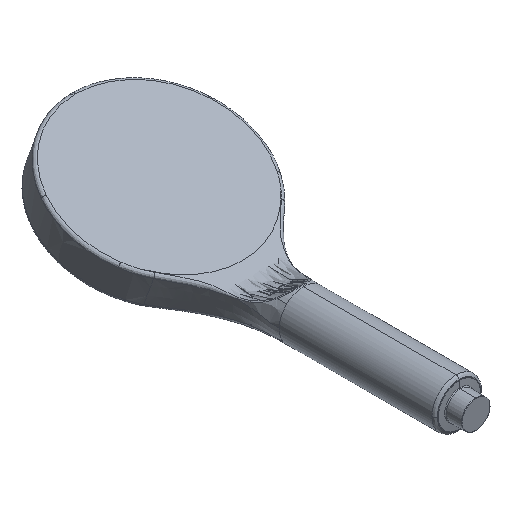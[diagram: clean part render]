
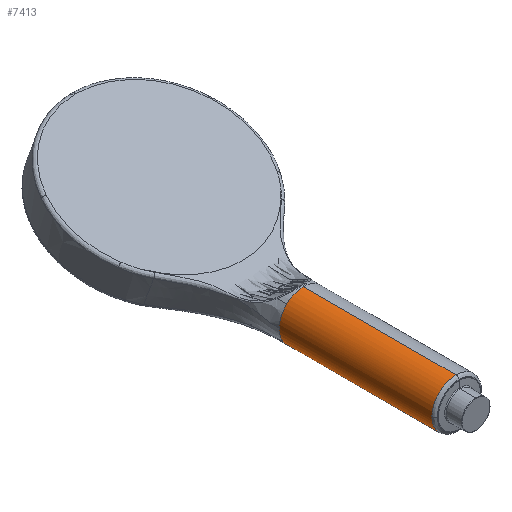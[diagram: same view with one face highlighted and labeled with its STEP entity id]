
A CAD part, isometric view. The second image highlights one B-rep face of the part: STEP entity #7413.
In plain terms, the highlighted cylindrical face has radius 15.5 mm (diameter 31 mm), a partial arc.
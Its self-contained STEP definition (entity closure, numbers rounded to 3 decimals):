
#153 = CARTESIAN_POINT ( 'NONE',  ( -12.395, 2.1, 9.525 ) ) ;
#194 = B_SPLINE_CURVE_WITH_KNOTS ( 'NONE', 3,
 ( #2694, #966, #2628, #1814, #153, #7739, #7911, #2833, #6944, #4390 ),
 .UNSPECIFIED., .F., .F.,
 ( 4, 2, 2, 2, 4 ),
 ( 0., 0.125, 0.25, 0.375, 0.5 ),
 .UNSPECIFIED. ) ;
#309 = CARTESIAN_POINT ( 'NONE',  ( -13.544, 2.1, -7.806 ) ) ;
#424 = CARTESIAN_POINT ( 'NONE',  ( -15.5, 100.1, 1.399 ) ) ;
#915 = CARTESIAN_POINT ( 'NONE',  ( 0., 100.1, 15.5 ) ) ;
#966 = CARTESIAN_POINT ( 'NONE',  ( -15.5, 2.1, 2.029 ) ) ;
#996 = VERTEX_POINT ( 'NONE', #2114 ) ;
#1047 = ORIENTED_EDGE ( 'NONE', *, *, #5966, .F. ) ;
#1248 = CARTESIAN_POINT ( 'NONE',  ( -14.386, 100.1, -6.041 ) ) ;
#1329 = CARTESIAN_POINT ( 'NONE',  ( 0., 2.1, 15.5 ) ) ;
#1352 = VERTEX_POINT ( 'NONE', #3760 ) ;
#1396 = CARTESIAN_POINT ( 'NONE',  ( -10.771, 100.1, -11.265 ) ) ;
#1539 = ORIENTED_EDGE ( 'NONE', *, *, #4980, .F. ) ;
#1576 = ORIENTED_EDGE ( 'NONE', *, *, #3283, .T. ) ;
#1737 = CYLINDRICAL_SURFACE ( 'NONE', #10037, 15.5 ) ;
#1814 = CARTESIAN_POINT ( 'NONE',  ( -13.544, 2.1, 7.806 ) ) ;
#2113 = CARTESIAN_POINT ( 'NONE',  ( -10.629, 100.1, 11.281 ) ) ;
#2114 = CARTESIAN_POINT ( 'NONE',  ( -15.5, 2.1, 0. ) ) ;
#2371 = ORIENTED_EDGE ( 'NONE', *, *, #5393, .T. ) ;
#2628 = CARTESIAN_POINT ( 'NONE',  ( -15.097, 2.1, 4.057 ) ) ;
#2652 = CARTESIAN_POINT ( 'NONE',  ( 0., 100.1, 0. ) ) ;
#2694 = CARTESIAN_POINT ( 'NONE',  ( -15.5, 2.1, 0. ) ) ;
#2833 = CARTESIAN_POINT ( 'NONE',  ( -4.057, 2.1, 15.097 ) ) ;
#2842 = CARTESIAN_POINT ( 'NONE',  ( -15.5, 2.1, -2.029 ) ) ;
#2896 = CARTESIAN_POINT ( 'NONE',  ( -12.824, 100.1, -8.706 ) ) ;
#2924 = CARTESIAN_POINT ( 'NONE',  ( -11.648, 100.1, 10.321 ) ) ;
#2938 = CARTESIAN_POINT ( 'NONE',  ( -11.906, 100.1, -10.059 ) ) ;
#3143 = CARTESIAN_POINT ( 'NONE',  ( -1.764, 100.1, -15.5 ) ) ;
#3253 = ORIENTED_EDGE ( 'NONE', *, *, #4267, .F. ) ;
#3283 = EDGE_CURVE ( 'NONE', #9825, #6471, #10303, .T. ) ;
#3498 = DIRECTION ( 'NONE',  ( -0.686, 0., 0.728 ) ) ;
#3640 = CARTESIAN_POINT ( 'NONE',  ( -15.5, 100.1, 0. ) ) ;
#3760 = CARTESIAN_POINT ( 'NONE',  ( -10.629, 100.1, 11.281 ) ) ;
#3776 = DIRECTION ( 'NONE',  ( 0., 0., -1. ) ) ;
#3829 = CARTESIAN_POINT ( 'NONE',  ( -8.183, 100.1, -13.265 ) ) ;
#3923 = CARTESIAN_POINT ( 'NONE',  ( 0., 100.1, -15.5 ) ) ;
#3994 = EDGE_CURVE ( 'NONE', #996, #9825, #194, .T. ) ;
#4115 = CARTESIAN_POINT ( 'NONE',  ( 0., -62.589, 15.5 ) ) ;
#4221 = VECTOR ( 'NONE', #5889, 1000. ) ;
#4267 = EDGE_CURVE ( 'NONE', #7319, #8226, #9751, .T. ) ;
#4297 = ORIENTED_EDGE ( 'NONE', *, *, #3994, .T. ) ;
#4390 = CARTESIAN_POINT ( 'NONE',  ( 0., 2.1, 15.5 ) ) ;
#4498 = VERTEX_POINT ( 'NONE', #5464 ) ;
#4527 = CARTESIAN_POINT ( 'NONE',  ( -15.295, 100.1, -3.082 ) ) ;
#4549 = CARTESIAN_POINT ( 'NONE',  ( -2.029, 2.1, -15.5 ) ) ;
#4980 = EDGE_CURVE ( 'NONE', #8226, #1352, #5825, .T. ) ;
#5177 = CARTESIAN_POINT ( 'NONE',  ( 0., 100.1, -15.5 ) ) ;
#5194 = DIRECTION ( 'NONE',  ( 0., 1., 0. ) ) ;
#5367 = CARTESIAN_POINT ( 'NONE',  ( -9.525, 2.1, -12.395 ) ) ;
#5393 = EDGE_CURVE ( 'NONE', #4498, #996, #6769, .T. ) ;
#5444 = CARTESIAN_POINT ( 'NONE',  ( -15.116, 100.1, 4.213 ) ) ;
#5464 = CARTESIAN_POINT ( 'NONE',  ( 0., 2.1, -15.5 ) ) ;
#5825 = B_SPLINE_CURVE_WITH_KNOTS ( 'NONE', 3,
 ( #6364, #424, #5444, #7184, #2924, #2113 ),
 .UNSPECIFIED., .F., .F.,
 ( 4, 1, 1, 4 ),
 ( 0., 0.333, 0.667, 1. ),
 .UNSPECIFIED. ) ;
#5889 = DIRECTION ( 'NONE',  ( 0., 1., 0. ) ) ;
#5966 = EDGE_CURVE ( 'NONE', #4498, #10782, #7409, .T. ) ;
#6010 = ORIENTED_EDGE ( 'NONE', *, *, #10346, .T. ) ;
#6210 = CARTESIAN_POINT ( 'NONE',  ( -15.097, 2.1, -4.057 ) ) ;
#6364 = CARTESIAN_POINT ( 'NONE',  ( -15.5, 100.1, 0. ) ) ;
#6471 = VERTEX_POINT ( 'NONE', #915 ) ;
#6502 = B_SPLINE_CURVE_WITH_KNOTS ( 'NONE', 3,
 ( #2896, #2938, #1396, #3829, #8051, #8855 ),
 .UNSPECIFIED., .F., .F.,
 ( 4, 2, 4 ),
 ( 0., 0.5, 1. ),
 .UNSPECIFIED. ) ;
#6512 = FACE_OUTER_BOUND ( 'NONE', #10076, .T. ) ;
#6560 = DIRECTION ( 'NONE',  ( 0., 1., 0. ) ) ;
#6632 = CARTESIAN_POINT ( 'NONE',  ( -15.5, 2.1, 0. ) ) ;
#6769 = B_SPLINE_CURVE_WITH_KNOTS ( 'NONE', 3,
 ( #9504, #4549, #10354, #7922, #5367, #8770, #309, #6210, #2842, #6632 ),
 .UNSPECIFIED., .F., .F.,
 ( 4, 2, 2, 2, 4 ),
 ( 0.5, 0.625, 0.75, 0.875, 1. ),
 .UNSPECIFIED. ) ;
#6778 = AXIS2_PLACEMENT_3D ( 'NONE', #2652, #5194, #3498 ) ;
#6880 = CARTESIAN_POINT ( 'NONE',  ( -12.824, 100.1, -8.706 ) ) ;
#6944 = CARTESIAN_POINT ( 'NONE',  ( -2.029, 2.1, 15.5 ) ) ;
#7106 = DIRECTION ( 'NONE',  ( 0., 1., 0. ) ) ;
#7184 = CARTESIAN_POINT ( 'NONE',  ( -13.434, 100.1, 8.11 ) ) ;
#7319 = VERTEX_POINT ( 'NONE', #6880 ) ;
#7409 = LINE ( 'NONE', #10169, #4221 ) ;
#7413 = ADVANCED_FACE ( 'NONE', ( #6512 ), #1737, .T. ) ;
#7444 = CIRCLE ( 'NONE', #6778, 15.5 ) ;
#7555 = EDGE_CURVE ( 'NONE', #1352, #6471, #7444, .T. ) ;
#7739 = CARTESIAN_POINT ( 'NONE',  ( -9.525, 2.1, 12.395 ) ) ;
#7798 = VECTOR ( 'NONE', #6560, 1000. ) ;
#7911 = CARTESIAN_POINT ( 'NONE',  ( -7.806, 2.1, 13.544 ) ) ;
#7922 = CARTESIAN_POINT ( 'NONE',  ( -7.806, 2.1, -13.544 ) ) ;
#7971 = CARTESIAN_POINT ( 'NONE',  ( -5.189, 100.1, -14.606 ) ) ;
#8051 = CARTESIAN_POINT ( 'NONE',  ( -6.73, 100.1, -14.058 ) ) ;
#8218 = CARTESIAN_POINT ( 'NONE',  ( -5.189, 100.1, -14.606 ) ) ;
#8226 = VERTEX_POINT ( 'NONE', #10006 ) ;
#8652 = VERTEX_POINT ( 'NONE', #7971 ) ;
#8747 = CARTESIAN_POINT ( 'NONE',  ( -12.824, 100.1, -8.706 ) ) ;
#8770 = CARTESIAN_POINT ( 'NONE',  ( -12.395, 2.1, -9.525 ) ) ;
#8855 = CARTESIAN_POINT ( 'NONE',  ( -5.189, 100.1, -14.606 ) ) ;
#8921 = CARTESIAN_POINT ( 'NONE',  ( 0., -62.589, 0. ) ) ;
#9056 = CARTESIAN_POINT ( 'NONE',  ( -3.527, 100.1, -15.196 ) ) ;
#9133 = ORIENTED_EDGE ( 'NONE', *, *, #10867, .T. ) ;
#9271 = B_SPLINE_CURVE_WITH_KNOTS ( 'NONE', 3,
 ( #8218, #9056, #3143, #3923 ),
 .UNSPECIFIED., .F., .F.,
 ( 4, 4 ),
 ( 0., 0.5 ),
 .UNSPECIFIED. ) ;
#9504 = CARTESIAN_POINT ( 'NONE',  ( 0., 2.1, -15.5 ) ) ;
#9593 = CARTESIAN_POINT ( 'NONE',  ( -13.4, 100.1, -7.858 ) ) ;
#9751 = B_SPLINE_CURVE_WITH_KNOTS ( 'NONE', 3,
 ( #8747, #9593, #1248, #4527, #10444, #3640 ),
 .UNSPECIFIED., .F., .F.,
 ( 4, 1, 1, 4 ),
 ( 0., 0.333, 0.667, 1. ),
 .UNSPECIFIED. ) ;
#9825 = VERTEX_POINT ( 'NONE', #1329 ) ;
#9835 = ORIENTED_EDGE ( 'NONE', *, *, #7555, .F. ) ;
#10006 = CARTESIAN_POINT ( 'NONE',  ( -15.5, 100.1, 0. ) ) ;
#10037 = AXIS2_PLACEMENT_3D ( 'NONE', #8921, #7106, #3776 ) ;
#10076 = EDGE_LOOP ( 'NONE', ( #4297, #1576, #9835, #1539, #3253, #6010, #9133, #1047, #2371 ) ) ;
#10169 = CARTESIAN_POINT ( 'NONE',  ( 0., -62.589, -15.5 ) ) ;
#10303 = LINE ( 'NONE', #4115, #7798 ) ;
#10346 = EDGE_CURVE ( 'NONE', #7319, #8652, #6502, .T. ) ;
#10354 = CARTESIAN_POINT ( 'NONE',  ( -4.057, 2.1, -15.097 ) ) ;
#10444 = CARTESIAN_POINT ( 'NONE',  ( -15.5, 100.1, -1.025 ) ) ;
#10782 = VERTEX_POINT ( 'NONE', #5177 ) ;
#10867 = EDGE_CURVE ( 'NONE', #8652, #10782, #9271, .T. ) ;
